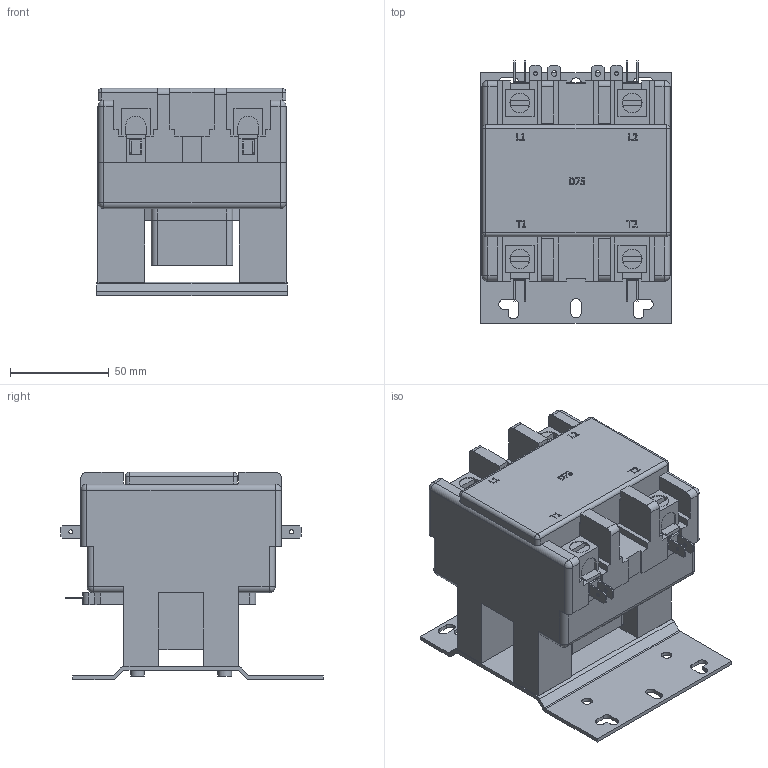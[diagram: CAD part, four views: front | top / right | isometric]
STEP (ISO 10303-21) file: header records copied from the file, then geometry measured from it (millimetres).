
FILE_DESCRIPTION(/* description */ ('Definite Purpose Contactor - 2 Pole, 75A, 120VAC','CAx-IF Rec.Pracs.---Representation and Presentation of Product Manufacturing Information (PMI)---4.0---2014-10-13'),/* implementation_level */ '2;1');
FILE_NAME(/* name */ '280-D75N2XXX.stp',/* time_stamp */ '2020-02-28T16:46:41-05:00',/* author */ ('cbunnell'),/* organization */ (''),/* preprocessor_version */ 'ST-DEVELOPER v18',/* originating_system */ 'Autodesk Inventor 2020',/* authorisation */ '');
FILE_SCHEMA (('AP242_MANAGED_MODEL_BASED_3D_ENGINEERING_MIM_LF { 1 0 10303 442 1 1 4 }'));
Length unit declared in the file: millimetre
Products named in the file (1): 12C20042X01
Bounding box: 96.5 x 133.03 x 105.2 mm (x, y, z)
Volume: 665114.2 mm3; surface area: 102253.1 mm2
Topology: 2 solids, 2 shells, 577 faces, 1755 edges, 1326 vertices
Faces by surface type: plane 426, cylinder 94, bspline 45, sphere 12
Full cylindrical faces by diameter (mm): 1.75 x2, 2.05 x8, 2.8 x2, 5.3 x4, 6.9 x4, 10 x4
Entity records: 20369 total; most frequent: CARTESIAN_POINT 4424, ORIENTED_EDGE 3258, DIRECTION 2829, EDGE_CURVE 1629, LINE 1315, VECTOR 1315, VERTEX_POINT 1074, AXIS2_PLACEMENT_3D 757
